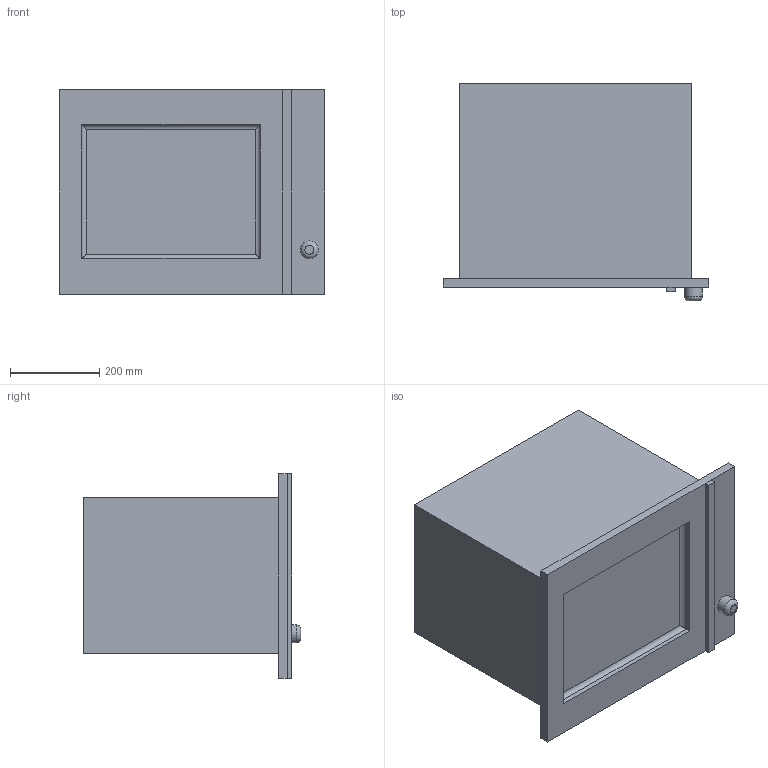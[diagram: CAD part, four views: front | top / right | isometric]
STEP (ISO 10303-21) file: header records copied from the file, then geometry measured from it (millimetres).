
FILE_DESCRIPTION(('FreeCAD Model'),'2;1');
FILE_NAME('Microwave_builtIn.step' ,'2019-11-16T09:11:16',('Author'),(''), 'Open CASCADE STEP processor 7.3','FreeCAD','Unknown');
FILE_SCHEMA(('AUTOMOTIVE_DESIGN { 1 0 10303 214 1 1 1 1 }'));
Length unit declared in the file: millimetre
Products named in the file (1): Microwave_builtIn
Bounding box: 594 x 487 x 459 mm (x, y, z)
Volume: 82743684.4 mm3; surface area: 1382492.6 mm2
Topology: 1 solids, 1 shells, 29 faces, 63 edges, 39 vertices
Faces by surface type: plane 23, cylinder 5, torus 1
Full cylindrical faces by diameter (mm): 40 x1
Entity records: 2133 total; most frequent: CARTESIAN_POINT 838, DIRECTION 225, LINE 155, VECTOR 155, ORIENTED_EDGE 126, PCURVE 126, DEFINITIONAL_REPRESENTATION 126, EDGE_CURVE 63
